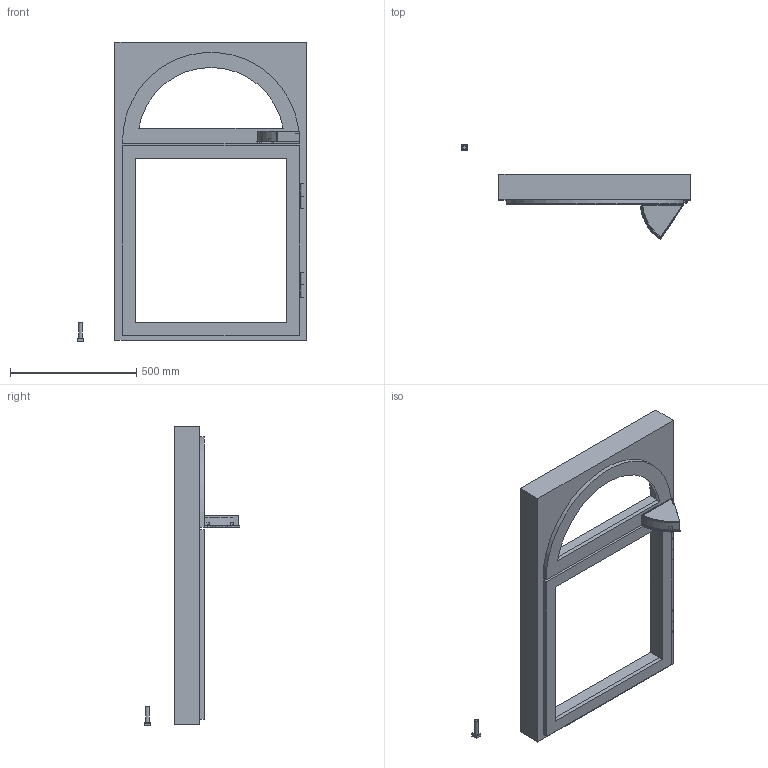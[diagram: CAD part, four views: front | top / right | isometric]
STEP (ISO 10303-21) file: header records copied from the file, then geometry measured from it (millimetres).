
FILE_DESCRIPTION(/* description */ (''),/* implementation_level */ '2;1');
FILE_NAME(/* name */ 'WindowOpener [Bathroom]_v17.step',/* time_stamp */ '2024-05-03T15:53:29+02:00',/* author */ (''),/* organization */ (''),/* preprocessor_version */ 'ST-DEVELOPER v20',/* originating_system */ 'Autodesk Translation Framework v12.20.1.177',/* authorisation */ '');
FILE_SCHEMA (('AUTOMOTIVE_DESIGN { 1 0 10303 214 3 1 1 }'));
Length unit declared in the file: millimetre
Products named in the file (12): WindowOpener [Bathroom]; Window; Casement; Frame; Opener; FixedGear; Spur Gear (180 teeth); SpurGearMount; FixedGearLid; LatchBlocker; Base; Bar
Assembly tree (11 placements, depth 4):
  WindowOpener [Bathroom]
    Window
      Casement
      Frame
    Opener
      FixedGear
        Spur Gear (180 teeth)
        SpurGearMount
      FixedGearLid
    LatchBlocker
      Base
      Bar
Bounding box: 910 x 377.88 x 1186 mm (x, y, z)
Volume: 21350938.6 mm3; surface area: 1936950.3 mm2
Topology: 8 solids, 8 shells, 250 faces, 671 edges, 447 vertices
Faces by surface type: plane 119, bspline 80, cylinder 51
Full cylindrical faces by diameter (mm): 2 x2, 5 x4, 13 x1, 15 x1
Entity records: 19058 total; most frequent: CARTESIAN_POINT 13131, ORIENTED_EDGE 1342, DIRECTION 948, EDGE_CURVE 671, VERTEX_POINT 447, LINE 352, VECTOR 352, AXIS2_PLACEMENT_3D 298
